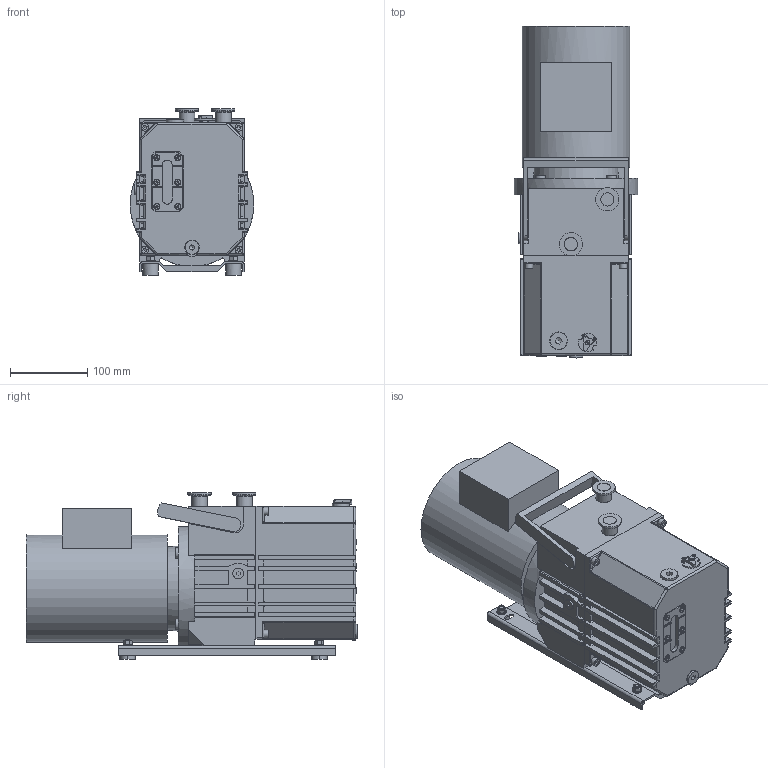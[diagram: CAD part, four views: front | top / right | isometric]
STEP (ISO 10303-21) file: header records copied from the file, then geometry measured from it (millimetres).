
FILE_DESCRIPTION((''),'2;1');
FILE_NAME('PK900346.stp','2010-04-26T10:10:14',('WANGORSCH-V'),(''),'Autodesk Inventor 2009','Autodesk Inventor 2009','');
FILE_SCHEMA(('CONFIG_CONTROL_DESIGN'));
Length unit declared in the file: millimetre
Products named in the file (1): PK900346_SW
Bounding box: 159.99 x 429.5 x 215.4 mm (x, y, z)
Volume: 8574187 mm3; surface area: 463667.1 mm2
Topology: 49 solids, 51 shells, 1117 faces, 2812 edges, 1816 vertices
Faces by surface type: plane 570, cylinder 305, bspline 122, cone 94, torus 24, sphere 2
Full cylindrical faces by diameter (mm): 3 x1, 4 x6, 4.917 x6, 5.54 x1, 6 x5, 6.4 x4, 7 x6, 8 x4, 10 x6, 12 x4, 13 x4, 13.157 x1, 14 x1, 16.5 x1, 16.662 x1, 17.2 x2, 18 x1, 20 x2, 22 x1, 30 x2, 139 x1, 160 x1
Entity records: 35252 total; most frequent: CARTESIAN_POINT 8999, ORIENTED_EDGE 5028, DIRECTION 5027, EDGE_CURVE 2514, AXIS2_PLACEMENT_3D 1806, VERTEX_POINT 1712, VECTOR 1415, LINE 1415
